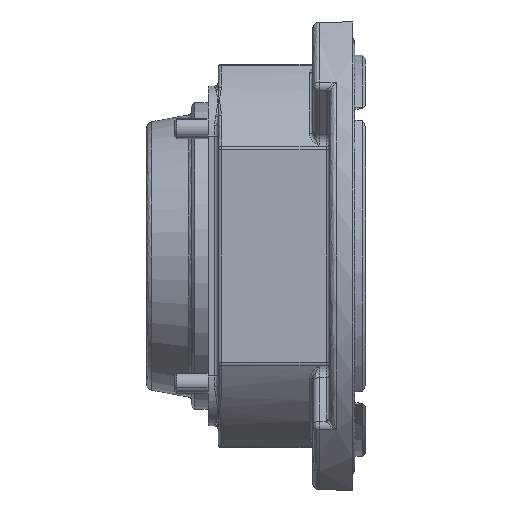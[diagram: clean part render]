
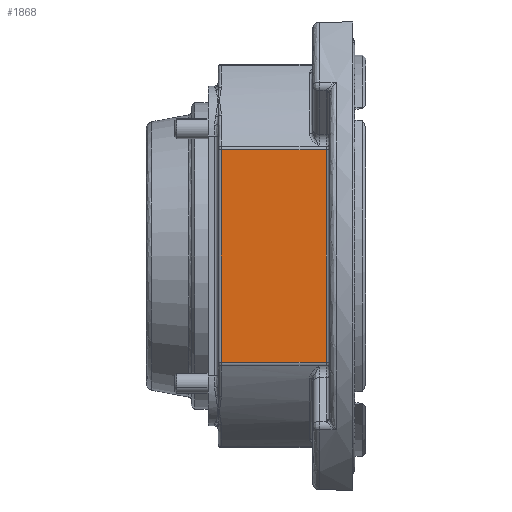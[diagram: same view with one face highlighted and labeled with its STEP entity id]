
A CAD part, front view. The second image highlights one B-rep face of the part: STEP entity #1868.
In plain terms, the highlighted planar face has unit normal (0, -1, 0).
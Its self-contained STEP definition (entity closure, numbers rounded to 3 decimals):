
#1005 = DIRECTION ( 'NONE',  ( 0., 0., 1. ) ) ;
#1107 = LINE ( 'NONE', #10391, #7118 ) ;
#1783 = EDGE_LOOP ( 'NONE', ( #15504, #3788, #13869, #4330 ) ) ;
#1868 = ADVANCED_FACE ( 'NONE', ( #3113 ), #7260, .T. ) ;
#1902 = DIRECTION ( 'NONE',  ( 0., 0., -1. ) ) ;
#2969 = CARTESIAN_POINT ( 'NONE',  ( -39.448, -57.5, -32.4 ) ) ;
#2988 = VECTOR ( 'NONE', #8262, 1000. ) ;
#3000 = VECTOR ( 'NONE', #11074, 1000. ) ;
#3113 = FACE_OUTER_BOUND ( 'NONE', #1783, .T. ) ;
#3788 = ORIENTED_EDGE ( 'NONE', *, *, #6113, .T. ) ;
#3949 = VERTEX_POINT ( 'NONE', #4720 ) ;
#4277 = LINE ( 'NONE', #2969, #2988 ) ;
#4330 = ORIENTED_EDGE ( 'NONE', *, *, #5035, .T. ) ;
#4720 = CARTESIAN_POINT ( 'NONE',  ( -39.448, -57.5, -31.871 ) ) ;
#4732 = CARTESIAN_POINT ( 'NONE',  ( -8., -57.5, 31.871 ) ) ;
#5035 = EDGE_CURVE ( 'NONE', #3949, #12025, #10924, .T. ) ;
#5600 = CARTESIAN_POINT ( 'NONE',  ( -8., -57.5, -31.871 ) ) ;
#5628 = DIRECTION ( 'NONE',  ( 0., -1., 0. ) ) ;
#6113 = EDGE_CURVE ( 'NONE', #16077, #14424, #9692, .T. ) ;
#7118 = VECTOR ( 'NONE', #1005, 1000. ) ;
#7260 = PLANE ( 'NONE',  #7673 ) ;
#7673 = AXIS2_PLACEMENT_3D ( 'NONE', #12392, #5628, #1902 ) ;
#7800 = EDGE_CURVE ( 'NONE', #12025, #16077, #1107, .T. ) ;
#8262 = DIRECTION ( 'NONE',  ( 0., 0., -1. ) ) ;
#9546 = CARTESIAN_POINT ( 'NONE',  ( -12., -57.5, -31.871 ) ) ;
#9692 = LINE ( 'NONE', #14956, #3000 ) ;
#10391 = CARTESIAN_POINT ( 'NONE',  ( -8., -57.5, -32.4 ) ) ;
#10924 = LINE ( 'NONE', #9546, #12122 ) ;
#11074 = DIRECTION ( 'NONE',  ( -1., 0., 0. ) ) ;
#12025 = VERTEX_POINT ( 'NONE', #5600 ) ;
#12122 = VECTOR ( 'NONE', #12716, 1000. ) ;
#12392 = CARTESIAN_POINT ( 'NONE',  ( -12., -57.5, -32.4 ) ) ;
#12716 = DIRECTION ( 'NONE',  ( 1., 0., 0. ) ) ;
#13189 = EDGE_CURVE ( 'NONE', #14424, #3949, #4277, .T. ) ;
#13869 = ORIENTED_EDGE ( 'NONE', *, *, #13189, .T. ) ;
#14008 = CARTESIAN_POINT ( 'NONE',  ( -39.448, -57.5, 31.871 ) ) ;
#14424 = VERTEX_POINT ( 'NONE', #14008 ) ;
#14956 = CARTESIAN_POINT ( 'NONE',  ( -12., -57.5, 31.871 ) ) ;
#15504 = ORIENTED_EDGE ( 'NONE', *, *, #7800, .T. ) ;
#16077 = VERTEX_POINT ( 'NONE', #4732 ) ;
